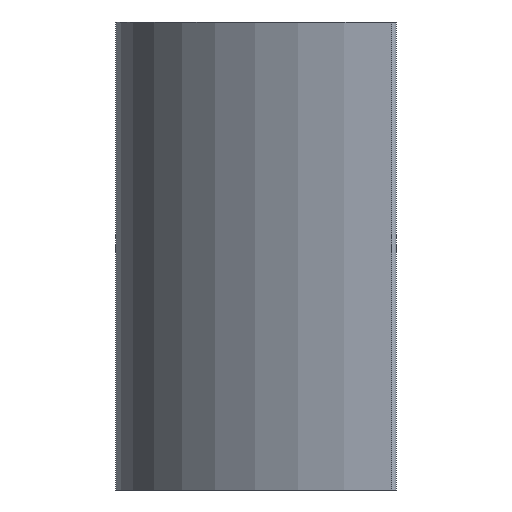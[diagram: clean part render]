
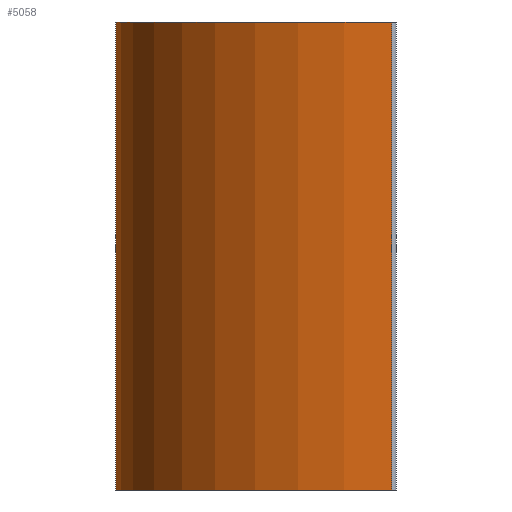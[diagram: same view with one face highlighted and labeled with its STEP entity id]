
A CAD part, front view. The second image highlights one B-rep face of the part: STEP entity #5058.
In plain terms, the highlighted cylindrical face has radius 60 mm (diameter 120 mm), a partial arc.
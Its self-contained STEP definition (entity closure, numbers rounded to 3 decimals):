
#4998=CARTESIAN_POINT('',(36.14,190.109,-100.0));
#4999=VERTEX_POINT('',#4998);
#5007=CARTESIAN_POINT('',(36.14,190.109,0.0));
#5008=VERTEX_POINT('',#5007);
#5009=CARTESIAN_POINT('',(36.14,190.109,0.0));
#5010=DIRECTION('',(0.0,0.0,-1.0));
#5011=VECTOR('',#5010,100.0);
#5012=LINE('',#5009,#5011);
#5013=EDGE_CURVE('',#5008,#4999,#5012,.T.);
#5026=CARTESIAN_POINT('',(96.131,191.126,0.0));
#5027=DIRECTION('',(0.0,0.0,-1.0));
#5028=DIRECTION('',(1.0,0.0,0.0));
#5029=AXIS2_PLACEMENT_3D('',#5026,#5027,#5028);
#5030=CYLINDRICAL_SURFACE('',#5029,60.0);
#5031=CARTESIAN_POINT('',(95.114,131.135,-100.0));
#5032=VERTEX_POINT('',#5031);
#5033=CARTESIAN_POINT('',(96.131,191.126,-100.0));
#5034=DIRECTION('',(0.0,0.0,1.0));
#5035=DIRECTION('',(1.0,0.0,0.0));
#5036=AXIS2_PLACEMENT_3D('',#5033,#5034,#5035);
#5037=CIRCLE('',#5036,60.0);
#5038=EDGE_CURVE('',#4999,#5032,#5037,.T.);
#5039=ORIENTED_EDGE('',*,*,#5038,.T.);
#5040=CARTESIAN_POINT('',(95.114,131.135,0.0));
#5041=VERTEX_POINT('',#5040);
#5042=CARTESIAN_POINT('',(95.114,131.135,0.0));
#5043=DIRECTION('',(0.0,0.0,-1.0));
#5044=VECTOR('',#5043,100.0);
#5045=LINE('',#5042,#5044);
#5046=EDGE_CURVE('',#5041,#5032,#5045,.T.);
#5047=ORIENTED_EDGE('',*,*,#5046,.F.);
#5048=CARTESIAN_POINT('',(96.131,191.126,0.0));
#5049=DIRECTION('',(0.0,0.0,1.0));
#5050=DIRECTION('',(1.0,0.0,0.0));
#5051=AXIS2_PLACEMENT_3D('',#5048,#5049,#5050);
#5052=CIRCLE('',#5051,60.0);
#5053=EDGE_CURVE('',#5008,#5041,#5052,.T.);
#5054=ORIENTED_EDGE('',*,*,#5053,.F.);
#5055=ORIENTED_EDGE('',*,*,#5013,.T.);
#5056=EDGE_LOOP('',(#5039,#5047,#5054,#5055));
#5057=FACE_OUTER_BOUND('',#5056,.T.);
#5058=ADVANCED_FACE('',(#5057),#5030,.T.);
